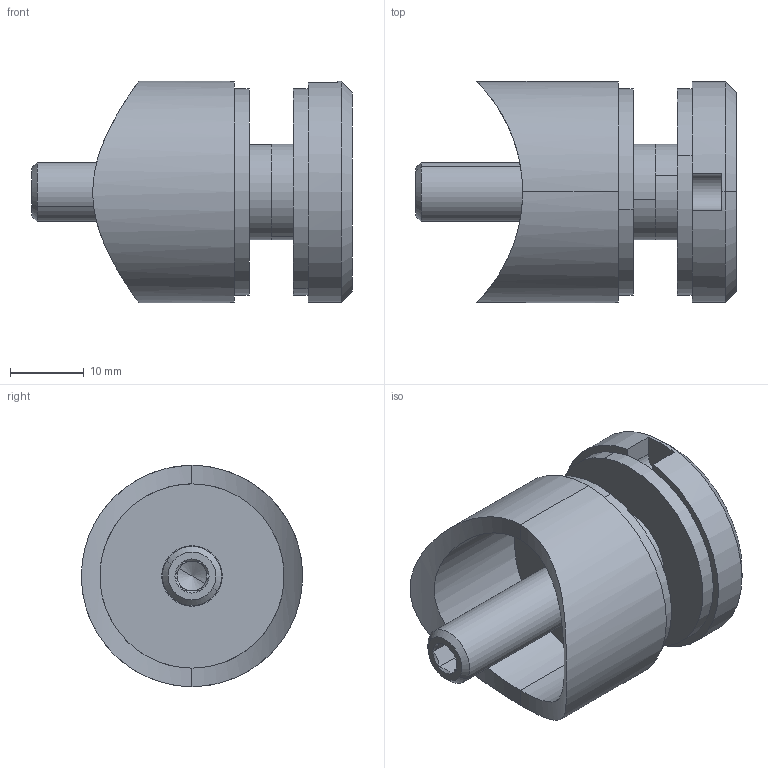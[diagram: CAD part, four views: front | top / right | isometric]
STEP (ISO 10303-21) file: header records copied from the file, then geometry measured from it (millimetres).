
FILE_DESCRIPTION (( 'STEP AP203' ), '1' );
FILE_NAME ('A_0746-042.STEP', '2020-01-14T10:02:07', ( '' ), ( '' ), 'SwSTEP 2.0', 'SolidWorks 2019', '' );
FILE_SCHEMA (( 'CONFIG_CONTROL_DESIGN' ));
Length unit declared in the file: millimetre
Products named in the file (5): skrutka DIN 913_M8x40_A2-70; A_0746-042.P2; A_0746-042.P3; A_0746-042; A_0746-042.P1
Assembly tree (5 placements, depth 2):
  A_0746-042
    A_0746-042.P1
    A_0746-042.P2
    A_0746-042.P3  x2
    skrutka DIN 913_M8x40_A2-70
Bounding box: 43.5 x 30 x 30 mm (x, y, z)
Volume: 12698.1 mm3; surface area: 10603.4 mm2
Topology: 5 solids, 5 shells, 77 faces, 157 edges, 92 vertices
Faces by surface type: cylinder 31, plane 29, cone 17
Entity records: 2558 total; most frequent: CARTESIAN_POINT 566, DIRECTION 339, ORIENTED_EDGE 270, AXIS2_PLACEMENT_3D 139, EDGE_CURVE 135, VERTEX_POINT 80, EDGE_LOOP 77, FACE_OUTER_BOUND 68
